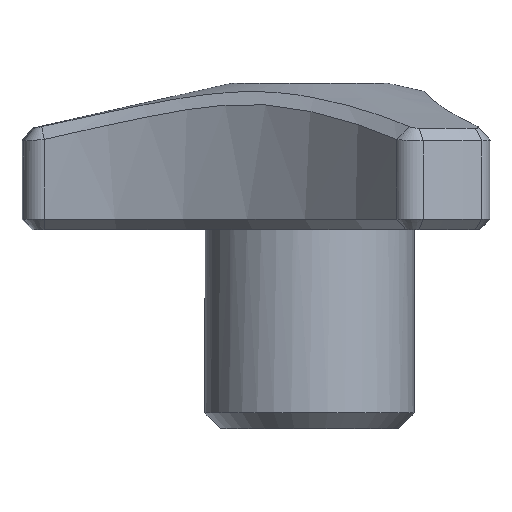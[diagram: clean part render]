
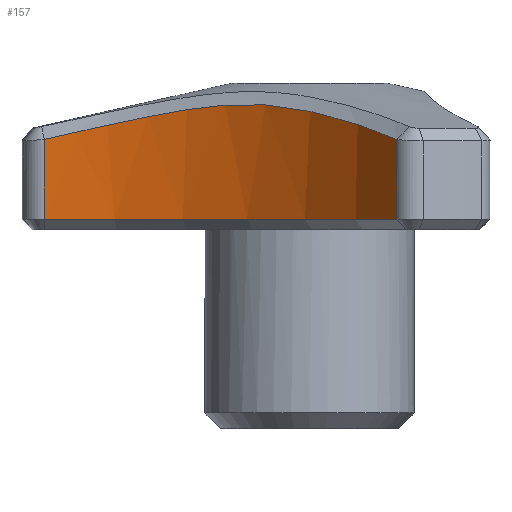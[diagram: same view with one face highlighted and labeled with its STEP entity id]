
A CAD part, left-side view. The second image highlights one B-rep face of the part: STEP entity #157.
In plain terms, the highlighted cylindrical face has radius 40 mm (diameter 80 mm), a partial arc.
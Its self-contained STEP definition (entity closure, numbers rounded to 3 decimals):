
#157 = ADVANCED_FACE( '', ( #345 ), #346, .F. );
#345 = FACE_OUTER_BOUND( '', #665, .T. );
#346 = CYLINDRICAL_SURFACE( '', #666, 40. );
#665 = EDGE_LOOP( '', ( #1066, #1067, #1068, #1069 ) );
#666 = AXIS2_PLACEMENT_3D( '', #1070, #1071, #1072 );
#1066 = ORIENTED_EDGE( '', *, *, #1483, .T. );
#1067 = ORIENTED_EDGE( '', *, *, #1395, .T. );
#1068 = ORIENTED_EDGE( '', *, *, #1484, .T. );
#1069 = ORIENTED_EDGE( '', *, *, #1404, .T. );
#1070 = CARTESIAN_POINT( '', ( -44.988, 25.974, 50. ) );
#1071 = DIRECTION( '', ( 0., 0., 1. ) );
#1072 = DIRECTION( '', ( -1., 0., 0. ) );
#1395 = EDGE_CURVE( '', #1655, #1657, #1659, .F. );
#1404 = EDGE_CURVE( '', #1667, #1672, #1674, .T. );
#1483 = EDGE_CURVE( '', #1672, #1655, #1780, .T. );
#1484 = EDGE_CURVE( '', #1657, #1667, #1781, .F. );
#1655 = VERTEX_POINT( '', #2054 );
#1657 = VERTEX_POINT( '', #2057 );
#1659 = CIRCLE( '', #2060, 40. );
#1667 = VERTEX_POINT( '', #2077 );
#1672 = VERTEX_POINT( '', #2116 );
#1674 = B_SPLINE_CURVE_WITH_KNOTS( '', 3, ( #2119, #2120, #2121, #2122, #2123, #2124, #2125, #2126, #2127, #2128, #2129, #2130, #2131, #2132, #2133, #2134, #2135, #2136, #2137, #2138, #2139, #2140, #2141, #2142, #2143, #2144, #2145, #2146, #2147, #2148, #2149, #2150, #2151, #2152, #2153, #2154, #2155, #2156, #2157, #2158, #2159 ), .UNSPECIFIED., .F., .F., ( 4, 1, 1, 1, 1, 1, 1, 1, 1, 1, 1, 1, 1, 1, 1, 1, 1, 1, 1, 1, 1, 1, 1, 1, 1, 1, 1, 1, 1, 1, 1, 1, 1, 1, 1, 1, 1, 1, 4 ), ( 0., 0.016, 0.033, 0.048, 0.063, 0.078, 0.093, 0.107, 0.12, 0.133, 0.146, 0.159, 0.17, 0.182, 0.193, 0.204, 0.214, 0.224, 0.233, 0.243, 0.251, 0.318, 0.376, 0.441, 0.501, 0.561, 0.626, 0.684, 0.751, 0.768, 0.787, 0.808, 0.831, 0.855, 0.881, 0.908, 0.937, 0.968, 1. ), .UNSPECIFIED. );
#1780 = LINE( '', #2551, #2552 );
#1781 = LINE( '', #2553, #2554 );
#2054 = CARTESIAN_POINT( '', ( -4.993, 25.355, 20. ) );
#2057 = CARTESIAN_POINT( '', ( -24.454, -8.353, 20. ) );
#2060 = AXIS2_PLACEMENT_3D( '', #2801, #2802, #2803 );
#2077 = CARTESIAN_POINT( '', ( -24.454, -8.353, 27.643 ) );
#2116 = CARTESIAN_POINT( '', ( -4.993, 25.355, 27.644 ) );
#2119 = CARTESIAN_POINT( '', ( -24.454, -8.353, 27.644 ) );
#2120 = CARTESIAN_POINT( '', ( -24.265, -8.239, 27.694 ) );
#2121 = CARTESIAN_POINT( '', ( -23.892, -8.013, 27.794 ) );
#2122 = CARTESIAN_POINT( '', ( -23.345, -7.667, 27.94 ) );
#2123 = CARTESIAN_POINT( '', ( -22.818, -7.322, 28.083 ) );
#2124 = CARTESIAN_POINT( '', ( -22.31, -6.977, 28.22 ) );
#2125 = CARTESIAN_POINT( '', ( -21.82, -6.635, 28.354 ) );
#2126 = CARTESIAN_POINT( '', ( -21.349, -6.295, 28.483 ) );
#2127 = CARTESIAN_POINT( '', ( -20.896, -5.958, 28.607 ) );
#2128 = CARTESIAN_POINT( '', ( -20.461, -5.625, 28.728 ) );
#2129 = CARTESIAN_POINT( '', ( -20.044, -5.297, 28.844 ) );
#2130 = CARTESIAN_POINT( '', ( -19.643, -4.973, 28.955 ) );
#2131 = CARTESIAN_POINT( '', ( -19.26, -4.655, 29.062 ) );
#2132 = CARTESIAN_POINT( '', ( -18.893, -4.343, 29.165 ) );
#2133 = CARTESIAN_POINT( '', ( -18.542, -4.037, 29.263 ) );
#2134 = CARTESIAN_POINT( '', ( -18.207, -3.738, 29.357 ) );
#2135 = CARTESIAN_POINT( '', ( -17.887, -3.447, 29.446 ) );
#2136 = CARTESIAN_POINT( '', ( -17.583, -3.163, 29.531 ) );
#2137 = CARTESIAN_POINT( '', ( -17.293, -2.888, 29.612 ) );
#2138 = CARTESIAN_POINT( '', ( -17.018, -2.622, 29.688 ) );
#2139 = CARTESIAN_POINT( '', ( -16.757, -2.364, 29.76 ) );
#2140 = CARTESIAN_POINT( '', ( -15.954, -1.557, 29.98 ) );
#2141 = CARTESIAN_POINT( '', ( -14.728, -0.226, 30.304 ) );
#2142 = CARTESIAN_POINT( '', ( -13.101, 1.78, 30.688 ) );
#2143 = CARTESIAN_POINT( '', ( -11.643, 3.831, 30.939 ) );
#2144 = CARTESIAN_POINT( '', ( -10.302, 6.001, 31.03 ) );
#2145 = CARTESIAN_POINT( '', ( -9.102, 8.244, 30.932 ) );
#2146 = CARTESIAN_POINT( '', ( -8.066, 10.519, 30.68 ) );
#2147 = CARTESIAN_POINT( '', ( -7.146, 12.929, 30.293 ) );
#2148 = CARTESIAN_POINT( '', ( -6.573, 14.777, 29.945 ) );
#2149 = CARTESIAN_POINT( '', ( -6.216, 16.132, 29.672 ) );
#2150 = CARTESIAN_POINT( '', ( -6.031, 16.887, 29.516 ) );
#2151 = CARTESIAN_POINT( '', ( -5.848, 17.71, 29.342 ) );
#2152 = CARTESIAN_POINT( '', ( -5.67, 18.6, 29.151 ) );
#2153 = CARTESIAN_POINT( '', ( -5.502, 19.559, 28.942 ) );
#2154 = CARTESIAN_POINT( '', ( -5.348, 20.586, 28.716 ) );
#2155 = CARTESIAN_POINT( '', ( -5.214, 21.681, 28.473 ) );
#2156 = CARTESIAN_POINT( '', ( -5.105, 22.845, 28.213 ) );
#2157 = CARTESIAN_POINT( '', ( -5.025, 24.077, 27.935 ) );
#2158 = CARTESIAN_POINT( '', ( -5.004, 24.922, 27.743 ) );
#2159 = CARTESIAN_POINT( '', ( -4.993, 25.355, 27.644 ) );
#2551 = CARTESIAN_POINT( '', ( -4.993, 25.355, 50. ) );
#2552 = VECTOR( '', #2887, 1000. );
#2553 = CARTESIAN_POINT( '', ( -24.454, -8.353, 50. ) );
#2554 = VECTOR( '', #2888, 1000. );
#2801 = CARTESIAN_POINT( '', ( -44.988, 25.974, 20. ) );
#2802 = DIRECTION( '', ( 0., 0., 1. ) );
#2803 = DIRECTION( '', ( 1., 0., 0. ) );
#2887 = DIRECTION( '', ( 0., 0., -1. ) );
#2888 = DIRECTION( '', ( 0., 0., -1. ) );
